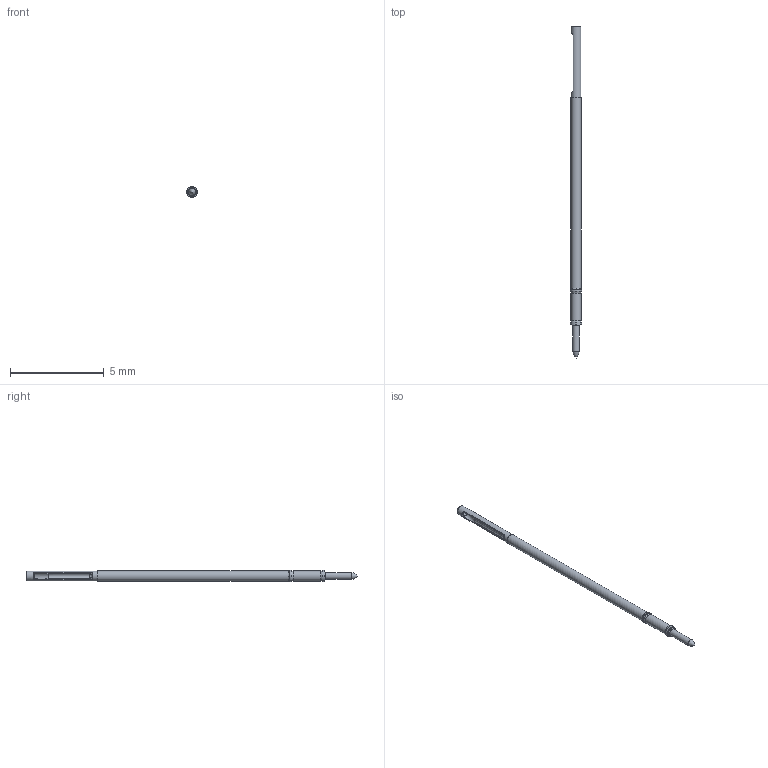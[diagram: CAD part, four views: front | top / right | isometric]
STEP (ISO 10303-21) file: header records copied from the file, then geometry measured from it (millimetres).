
FILE_DESCRIPTION (( 'STEP AP214' ), '1' );
FILE_NAME ('X31-TG-2.STEP', '2018-09-24T12:08:25', ( '' ), ( '' ), 'SwSTEP 2.0', 'SolidWorks 2017', '' );
FILE_SCHEMA (( 'AUTOMOTIVE_DESIGN' ));
Length unit declared in the file: inch
Products named in the file (1): X31-TG-2
Bounding box: 0.6 x 17.73 x 0.6 mm (x, y, z)
Volume: 3.5 mm3; surface area: 29.4 mm2
Topology: 1 solids, 1 shells, 28 faces, 67 edges, 42 vertices
Faces by surface type: cylinder 12, plane 8, cone 5, torus 2, sphere 1
Full cylindrical faces by diameter (mm): 0.33 x1, 0.351 x1, 0.366 x1, 0.516 x1, 0.536 x2, 0.602 x2
Entity records: 797 total; most frequent: CARTESIAN_POINT 224, DIRECTION 109, ORIENTED_EDGE 92, AXIS2_PLACEMENT_3D 50, EDGE_CURVE 46, EDGE_LOOP 46, FACE_OUTER_BOUND 37, VERTEX_POINT 36
